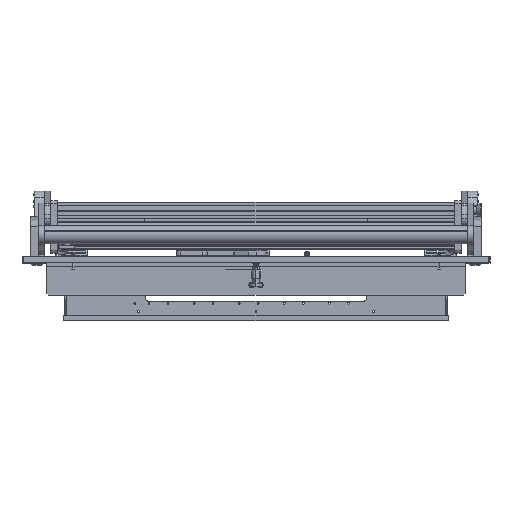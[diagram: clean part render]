
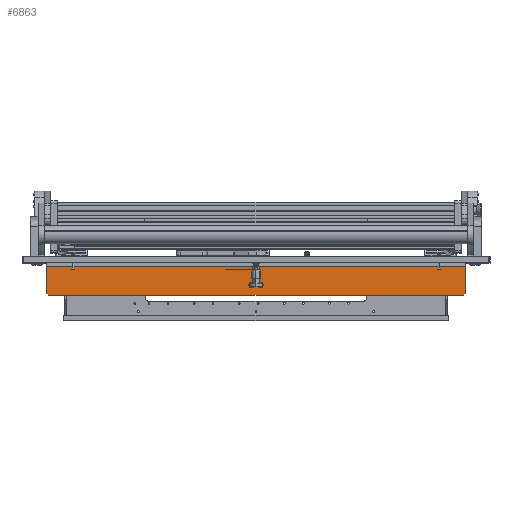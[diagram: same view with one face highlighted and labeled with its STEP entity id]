
A CAD part, top view. The second image highlights one B-rep face of the part: STEP entity #6863.
In plain terms, the highlighted face is planar.
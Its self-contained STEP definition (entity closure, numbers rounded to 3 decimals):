
#626 = ORIENTED_EDGE ( 'NONE', *, *, #2993, .F. ) ;
#1420 = VECTOR ( 'NONE', #53655, 1000. ) ;
#1649 = VERTEX_POINT ( 'NONE', #67292 ) ;
#1730 = EDGE_CURVE ( 'NONE', #52392, #27408, #5570, .T. ) ;
#2103 = CARTESIAN_POINT ( 'NONE',  ( -6., -6., -320. ) ) ;
#2617 = ORIENTED_EDGE ( 'NONE', *, *, #22115, .T. ) ;
#2993 = EDGE_CURVE ( 'NONE', #46571, #61711, #40656, .T. ) ;
#5570 = LINE ( 'NONE', #29926, #76660 ) ;
#5735 = ORIENTED_EDGE ( 'NONE', *, *, #72671, .T. ) ;
#6863 = ADVANCED_FACE ( 'NONE', ( #52220, #52626, #59492 ), #47332, .F. ) ;
#8348 = DIRECTION ( 'NONE',  ( 0., 0., -1. ) ) ;
#8465 = EDGE_CURVE ( 'NONE', #1649, #56955, #52799, .T. ) ;
#8582 = AXIS2_PLACEMENT_3D ( 'NONE', #22571, #77385, #78597 ) ;
#9565 = CARTESIAN_POINT ( 'NONE',  ( -6., -6., 320. ) ) ;
#10396 = AXIS2_PLACEMENT_3D ( 'NONE', #24336, #75086, #68176 ) ;
#10846 = ORIENTED_EDGE ( 'NONE', *, *, #78935, .T. ) ;
#11067 = VERTEX_POINT ( 'NONE', #32109 ) ;
#12699 = EDGE_CURVE ( 'NONE', #78153, #11067, #25915, .T. ) ;
#19468 = DIRECTION ( 'NONE',  ( 0., -0.707, 0.707 ) ) ;
#20179 = EDGE_LOOP ( 'NONE', ( #10846, #57143 ) ) ;
#20512 = VECTOR ( 'NONE', #19468, 1000. ) ;
#22115 = EDGE_CURVE ( 'NONE', #40883, #53074, #39766, .T. ) ;
#22571 = CARTESIAN_POINT ( 'NONE',  ( -6., -6., 320. ) ) ;
#24336 = CARTESIAN_POINT ( 'NONE',  ( -6., -34., 7. ) ) ;
#25144 = LINE ( 'NONE', #45467, #20512 ) ;
#25915 = CIRCLE ( 'NONE', #10396, 1.7 ) ;
#27408 = VERTEX_POINT ( 'NONE', #51437 ) ;
#27955 = DIRECTION ( 'NONE',  ( 0., -1., 0. ) ) ;
#28034 = CARTESIAN_POINT ( 'NONE',  ( -6., -34., -7. ) ) ;
#28456 = CARTESIAN_POINT ( 'NONE',  ( -6., -6., 320. ) ) ;
#29926 = CARTESIAN_POINT ( 'NONE',  ( -6., -50., 320. ) ) ;
#31367 = AXIS2_PLACEMENT_3D ( 'NONE', #48516, #77774, #73287 ) ;
#32109 = CARTESIAN_POINT ( 'NONE',  ( -6., -34., 8.7 ) ) ;
#33640 = EDGE_CURVE ( 'NONE', #53074, #27408, #25144, .T. ) ;
#36669 = EDGE_CURVE ( 'NONE', #11067, #78153, #37876, .T. ) ;
#37876 = CIRCLE ( 'NONE', #31367, 1.7 ) ;
#37962 = ORIENTED_EDGE ( 'NONE', *, *, #63610, .T. ) ;
#38047 = CARTESIAN_POINT ( 'NONE',  ( -6., -50., 317. ) ) ;
#39766 = LINE ( 'NONE', #46264, #78732 ) ;
#40055 = LINE ( 'NONE', #9565, #41774 ) ;
#40656 = LINE ( 'NONE', #28456, #1420 ) ;
#40883 = VERTEX_POINT ( 'NONE', #2103 ) ;
#41774 = VECTOR ( 'NONE', #8348, 1000. ) ;
#42838 = CARTESIAN_POINT ( 'NONE',  ( -6., -34., -8.7 ) ) ;
#44932 = EDGE_LOOP ( 'NONE', ( #45594, #74893 ) ) ;
#45467 = CARTESIAN_POINT ( 'NONE',  ( -6., -50., -317. ) ) ;
#45594 = ORIENTED_EDGE ( 'NONE', *, *, #12699, .T. ) ;
#46264 = CARTESIAN_POINT ( 'NONE',  ( -6., -6., -320. ) ) ;
#46443 = DIRECTION ( 'NONE',  ( 1., 0., 0. ) ) ;
#46571 = VERTEX_POINT ( 'NONE', #67774 ) ;
#47332 = PLANE ( 'NONE',  #8582 ) ;
#47367 = CIRCLE ( 'NONE', #64201, 1.7 ) ;
#47641 = CARTESIAN_POINT ( 'NONE',  ( -6., -47., 320. ) ) ;
#47645 = DIRECTION ( 'NONE',  ( 0., 1., 0. ) ) ;
#47948 = DIRECTION ( 'NONE',  ( 0., 1., 0. ) ) ;
#48516 = CARTESIAN_POINT ( 'NONE',  ( -6., -34., 7. ) ) ;
#49955 = ORIENTED_EDGE ( 'NONE', *, *, #33640, .T. ) ;
#51437 = CARTESIAN_POINT ( 'NONE',  ( -6., -50., -317. ) ) ;
#52220 = FACE_BOUND ( 'NONE', #44932, .T. ) ;
#52392 = VERTEX_POINT ( 'NONE', #38047 ) ;
#52626 = FACE_BOUND ( 'NONE', #20179, .T. ) ;
#52799 = CIRCLE ( 'NONE', #69637, 1.7 ) ;
#53074 = VERTEX_POINT ( 'NONE', #60239 ) ;
#53184 = VECTOR ( 'NONE', #53731, 1000. ) ;
#53655 = DIRECTION ( 'NONE',  ( 0., -1., 0. ) ) ;
#53731 = DIRECTION ( 'NONE',  ( 0., 0.707, 0.707 ) ) ;
#54719 = DIRECTION ( 'NONE',  ( 0., 0., -1. ) ) ;
#56276 = CARTESIAN_POINT ( 'NONE',  ( -6., -34., 5.3 ) ) ;
#56417 = ORIENTED_EDGE ( 'NONE', *, *, #1730, .F. ) ;
#56955 = VERTEX_POINT ( 'NONE', #42838 ) ;
#57143 = ORIENTED_EDGE ( 'NONE', *, *, #8465, .T. ) ;
#58588 = CARTESIAN_POINT ( 'NONE',  ( -6., -34., -7. ) ) ;
#59240 = CARTESIAN_POINT ( 'NONE',  ( -6., -47., 320. ) ) ;
#59492 = FACE_OUTER_BOUND ( 'NONE', #79155, .T. ) ;
#60239 = CARTESIAN_POINT ( 'NONE',  ( -6., -47., -320. ) ) ;
#60495 = DIRECTION ( 'NONE',  ( 1., 0., 0. ) ) ;
#61711 = VERTEX_POINT ( 'NONE', #59240 ) ;
#63610 = EDGE_CURVE ( 'NONE', #52392, #61711, #65891, .T. ) ;
#64201 = AXIS2_PLACEMENT_3D ( 'NONE', #58588, #46443, #47645 ) ;
#65891 = LINE ( 'NONE', #47641, #53184 ) ;
#67292 = CARTESIAN_POINT ( 'NONE',  ( -6., -34., -5.3 ) ) ;
#67774 = CARTESIAN_POINT ( 'NONE',  ( -6., -6., 320. ) ) ;
#68176 = DIRECTION ( 'NONE',  ( 0., 1., 0. ) ) ;
#69637 = AXIS2_PLACEMENT_3D ( 'NONE', #28034, #60495, #47948 ) ;
#72671 = EDGE_CURVE ( 'NONE', #46571, #40883, #40055, .T. ) ;
#73287 = DIRECTION ( 'NONE',  ( 0., 1., 0. ) ) ;
#74893 = ORIENTED_EDGE ( 'NONE', *, *, #36669, .T. ) ;
#75086 = DIRECTION ( 'NONE',  ( 1., 0., 0. ) ) ;
#76660 = VECTOR ( 'NONE', #54719, 1000. ) ;
#77385 = DIRECTION ( 'NONE',  ( 1., 0., 0. ) ) ;
#77774 = DIRECTION ( 'NONE',  ( 1., 0., 0. ) ) ;
#78153 = VERTEX_POINT ( 'NONE', #56276 ) ;
#78597 = DIRECTION ( 'NONE',  ( 0., 1., 0. ) ) ;
#78732 = VECTOR ( 'NONE', #27955, 1000. ) ;
#78935 = EDGE_CURVE ( 'NONE', #56955, #1649, #47367, .T. ) ;
#79155 = EDGE_LOOP ( 'NONE', ( #56417, #37962, #626, #5735, #2617, #49955 ) ) ;
